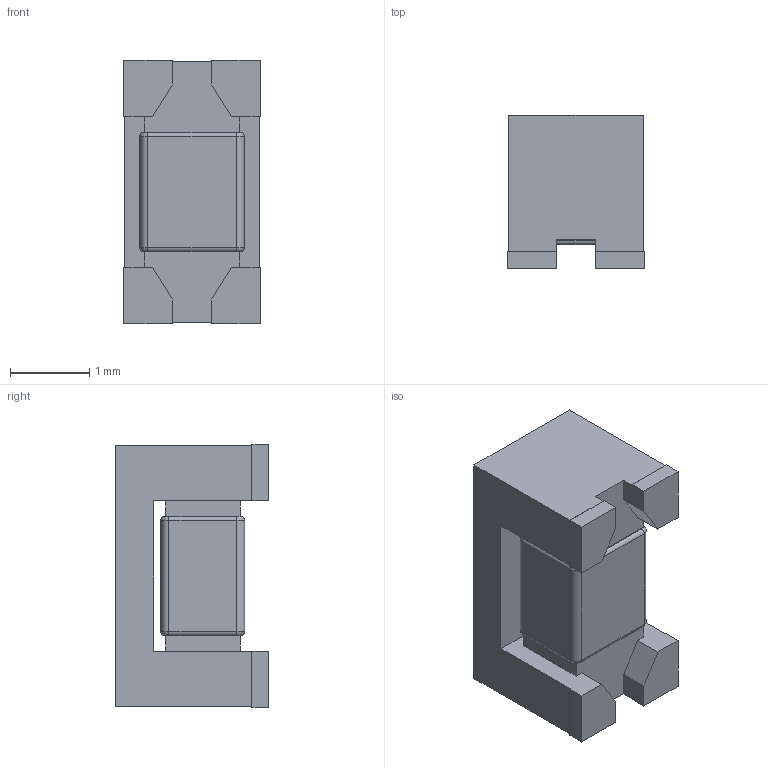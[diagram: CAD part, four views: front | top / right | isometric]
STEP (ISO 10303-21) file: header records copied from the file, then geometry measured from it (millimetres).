
FILE_DESCRIPTION (( 'STEP AP214' ), '1' );
FILE_NAME ('Coilcraft-1206USB-DEFAULT.STEP', '2011-03-10T14:26:49', ( 'sysAdmin' ), ( 'SolidWorks' ), 'SwSTEP 2.0', 'SolidWorks 2011', '' );
FILE_SCHEMA (( 'AUTOMOTIVE_DESIGN' ));
Length unit declared in the file: millimetre
Products named in the file (1): Coilcraft-1206USB-DEFAULT
Bounding box: 1.72 x 1.93 x 3.32 mm (x, y, z)
Volume: 8.4 mm3; surface area: 36.8 mm2
Topology: 1 solids, 1 shells, 72 faces, 200 edges, 128 vertices
Faces by surface type: plane 52, cylinder 12, bspline 8
Entity records: 3194 total; most frequent: CARTESIAN_POINT 617, ORIENTED_EDGE 400, DIRECTION 322, EDGE_CURVE 200, LINE 144, VECTOR 144, VERTEX_POINT 128, AXIS2_PLACEMENT_3D 89
